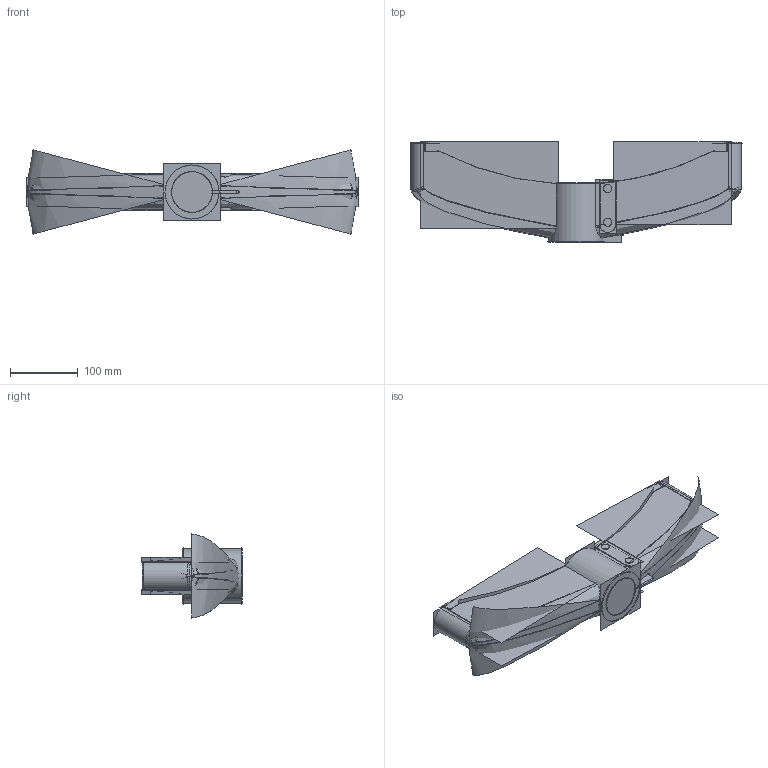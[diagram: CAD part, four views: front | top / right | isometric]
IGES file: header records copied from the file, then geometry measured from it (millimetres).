
Start section:  PTC IGES file: S0618638832.igs
Global section: file name: S0618638832.igs; native system: Pro/ENGINEER by Parametric Technology Corporation; preprocessor: 2005310; author: RCRU51; organization: Unknown; date: 080421.174348; units: millimetre
Bounding box: 491.68 x 149.25 x 124.75 mm (x, y, z)
Surface area: 383750.4 mm2 (no closed solid volume)
Topology: 0 solids, 0 shells, 136 faces, 2073 edges, 2716 vertices
Faces by surface type: revolution 70, bspline 66
